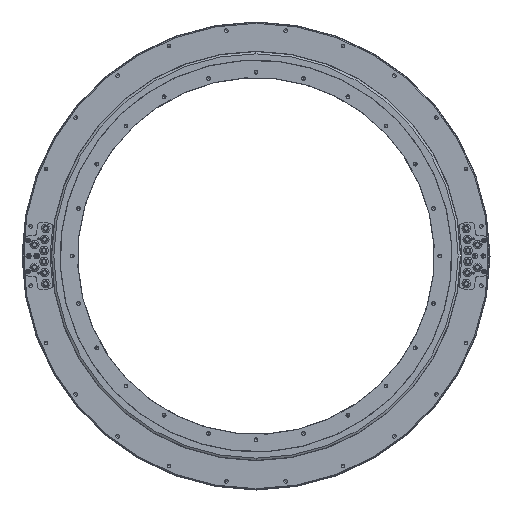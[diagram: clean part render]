
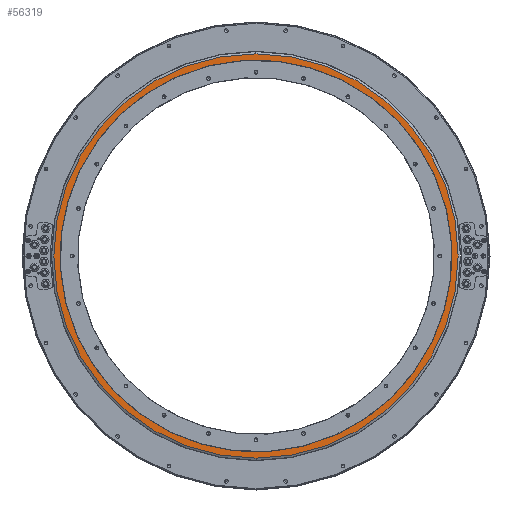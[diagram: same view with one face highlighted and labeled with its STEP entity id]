
A CAD part, left-side view. The second image highlights one B-rep face of the part: STEP entity #56319.
In plain terms, the highlighted planar face has unit normal (-1, 0, 0).
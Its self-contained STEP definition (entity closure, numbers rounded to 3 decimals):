
#53440=CARTESIAN_POINT('',(-44.,0.,0.));
#53441=DIRECTION('',(1.,0.,0.));
#53442=DIRECTION('',(0.,0.,-1.));
#53443=AXIS2_PLACEMENT_3D('',#53440,#53441,#53442);
#53445=CARTESIAN_POINT('',(-44.,0.,0.));
#53446=DIRECTION('',(1.,0.,0.));
#53447=DIRECTION('',(0.,0.,1.));
#53448=AXIS2_PLACEMENT_3D('',#53445,#53446,#53447);
#53450=CARTESIAN_POINT('',(-44.,0.,0.));
#53451=DIRECTION('',(-1.,0.,0.));
#53452=DIRECTION('',(0.,-0.998,0.065));
#53453=AXIS2_PLACEMENT_3D('',#53450,#53451,#53452);
#53455=CARTESIAN_POINT('',(-44.,0.,0.));
#53456=DIRECTION('',(-1.,0.,0.));
#53457=DIRECTION('',(0.,0.998,-0.065));
#53458=AXIS2_PLACEMENT_3D('',#53455,#53456,#53457);
#55558=CARTESIAN_POINT('',(-44.,-439.058,28.777));
#55559=CARTESIAN_POINT('',(-44.,439.058,-28.777));
#55560=VERTEX_POINT('',#55558);
#55561=VERTEX_POINT('',#55559);
#55562=CARTESIAN_POINT('',(-44.,0.,-453.8));
#55563=CARTESIAN_POINT('',(-44.,0.,453.8));
#55564=VERTEX_POINT('',#55562);
#55565=VERTEX_POINT('',#55563);
#56303=CARTESIAN_POINT('',(-44.,0.,0.));
#56304=DIRECTION('',(1.,0.,0.));
#56305=DIRECTION('',(0.,0.,1.));
#56306=AXIS2_PLACEMENT_3D('',#56303,#56304,#56305);
#56307=PLANE('',#56306);
#56309=ORIENTED_EDGE('',*,*,#56308,.T.);
#56311=ORIENTED_EDGE('',*,*,#56310,.T.);
#56312=EDGE_LOOP('',(#56309,#56311));
#56313=FACE_OUTER_BOUND('',#56312,.F.);
#56314=ORIENTED_EDGE('',*,*,#56292,.T.);
#56316=ORIENTED_EDGE('',*,*,#56315,.T.);
#56317=EDGE_LOOP('',(#56314,#56316));
#56318=FACE_BOUND('',#56317,.F.);
#53444=CIRCLE('',#53443,453.8);
#53449=CIRCLE('',#53448,453.8);
#53454=CIRCLE('',#53453,440.);
#53459=CIRCLE('',#53458,440.);
#56292=EDGE_CURVE('',#55560,#55561,#53454,.T.);
#56308=EDGE_CURVE('',#55564,#55565,#53444,.T.);
#56310=EDGE_CURVE('',#55565,#55564,#53449,.T.);
#56315=EDGE_CURVE('',#55561,#55560,#53459,.T.);
#56319=ADVANCED_FACE('',(#56313,#56318),#56307,.F.);
